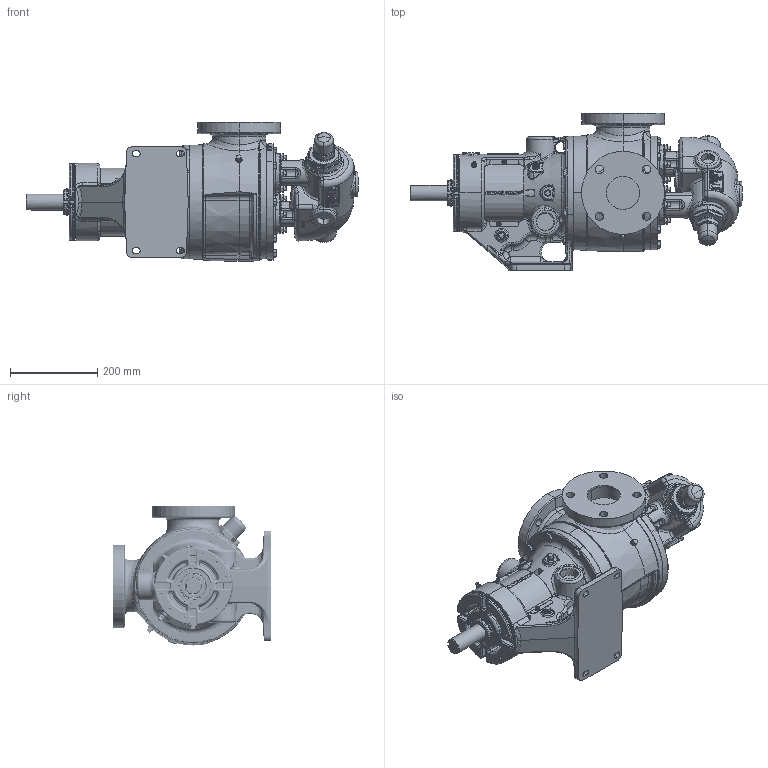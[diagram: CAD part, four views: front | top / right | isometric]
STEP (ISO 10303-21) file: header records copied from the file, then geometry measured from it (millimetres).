
FILE_DESCRIPTION (( 'STEP AP214' ), '1' );
FILE_NAME ('LV-4768.step', '2025-12-05T02:18:55', ( '' ), ( '' ), 'SwSTEP 2.0', 'SolidWorks 2024', '' );
FILE_SCHEMA (( 'AUTOMOTIVE_DESIGN' ));
Length unit declared in the file: inch
Products named in the file (1): LV-4768
Bounding box: 761.72 x 360.43 x 319.02 mm (x, y, z)
Volume: 22139490.9 mm3; surface area: 1068595.9 mm2
Topology: 1 solids, 1 shells, 5285 faces, 13517 edges, 8368 vertices
Faces by surface type: plane 1672, bspline 1581, cylinder 875, cone 844, torus 223, sphere 90
Entity records: 253510 total; most frequent: CARTESIAN_POINT 139413, ORIENTED_EDGE 26752, DIRECTION 19370, EDGE_CURVE 13376, VERTEX_POINT 8365, AXIS2_PLACEMENT_3D 7318, EDGE_LOOP 5597, ADVANCED_FACE 5285
